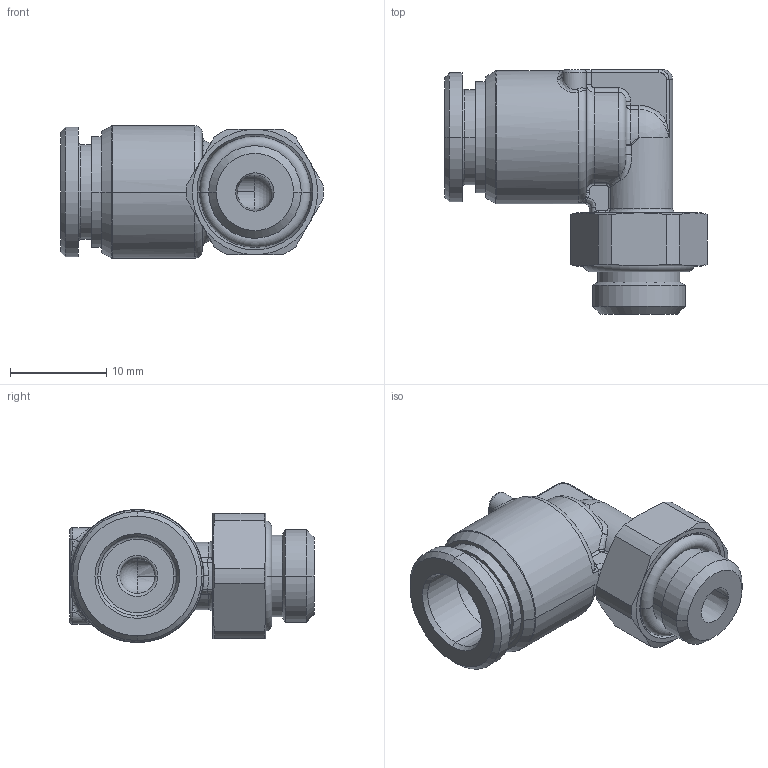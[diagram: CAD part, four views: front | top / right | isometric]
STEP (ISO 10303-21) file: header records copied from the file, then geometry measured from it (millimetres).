
FILE_DESCRIPTION((''),'2;1');
FILE_NAME('mxm.16.08.18',(''),('sopra-pneumatic'),'PRO/ENGINEER BY PARAMETRIC TECHNOLOGY CORPORATION, 2014310','PRO/ENGINEER BY PARAMETRIC TECHNOLOGY CORPORATION, 2014310','');
FILE_SCHEMA(('CONFIG_CONTROL_DESIGN'));
Length unit declared in the file: millimetre
Products named in the file (1): 384109B_930X4M-8FF-1-8
Bounding box: 27.25 x 25.35 x 13.8 mm (x, y, z)
Volume: 2738.4 mm3; surface area: 3020.3 mm2
Topology: 2 solids, 2 shells, 210 faces, 468 edges, 270 vertices
Faces by surface type: cylinder 64, bspline 40, torus 37, cone 32, plane 30, sphere 7
Entity records: 7926 total; most frequent: CARTESIAN_POINT 3436, DIRECTION 945, ORIENTED_EDGE 936, EDGE_CURVE 468, AXIS2_PLACEMENT_3D 414, VERTEX_POINT 270, CIRCLE 244, EDGE_LOOP 222
